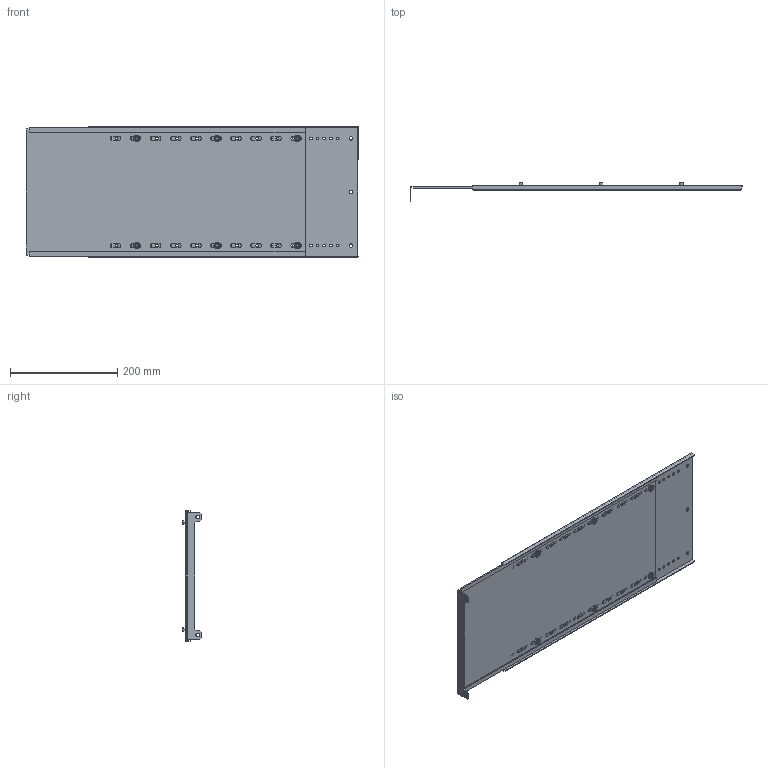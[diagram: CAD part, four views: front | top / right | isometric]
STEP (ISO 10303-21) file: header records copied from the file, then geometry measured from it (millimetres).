
FILE_DESCRIPTION (( 'STEP AP203' ), '1' );
FILE_NAME ('FO-00-SWVB-025-060 FORMAT Ïåðåãîðîäêà ñåêö. âåðò. øèííîãî îòñåêà 250õ600 IEK.STEP', '2024-07-04T13:17:52', ( '' ), ( '' ), 'SwSTEP 2.0', 'SolidWorks 2022', '' );
FILE_SCHEMA (( 'CONFIG_CONTROL_DESIGN' ));
Length unit declared in the file: millimetre
Products named in the file (1): FO-00-SWVB-025-060 FORMAT Перегородка секц. верт. шинного отсека 250х600 IEK
Bounding box: 619.75 x 35.7 x 244.5 mm (x, y, z)
Volume: 399600.7 mm3; surface area: 523282.9 mm2
Topology: 8 solids, 8 shells, 472 faces, 1284 edges, 840 vertices
Faces by surface type: cylinder 308, plane 116, cone 24, torus 24
Entity records: 15643 total; most frequent: DIRECTION 2918, CARTESIAN_POINT 2597, ORIENTED_EDGE 2568, EDGE_CURVE 1284, AXIS2_PLACEMENT_3D 1161, VERTEX_POINT 840, CIRCLE 688, EDGE_LOOP 678
